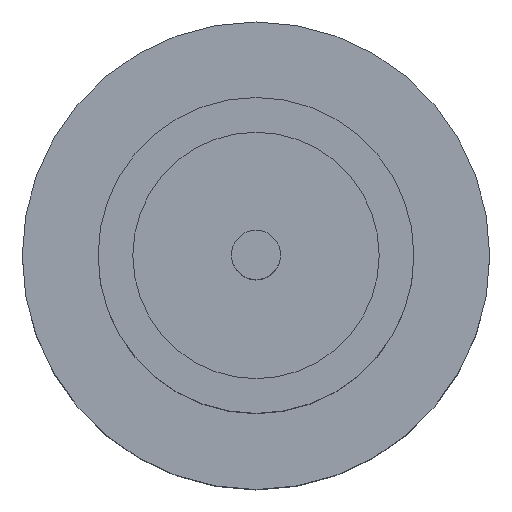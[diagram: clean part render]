
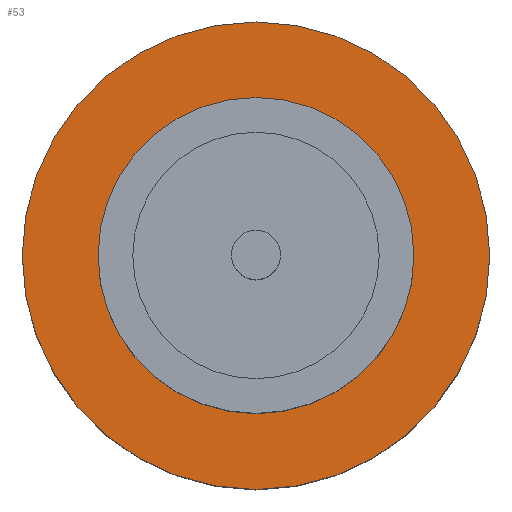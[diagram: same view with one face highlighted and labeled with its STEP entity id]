
A CAD part, top view. The second image highlights one B-rep face of the part: STEP entity #53.
In plain terms, the highlighted planar face has unit normal (0, 0, 1).
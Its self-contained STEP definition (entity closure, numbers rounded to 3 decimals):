
#15 = CARTESIAN_POINT ( 'NONE',  ( 0., 0., 1.55 ) ) ;
#32 = ORIENTED_EDGE ( 'NONE', *, *, #247, .T. ) ;
#48 = AXIS2_PLACEMENT_3D ( 'NONE', #15, #482, #255 ) ;
#49 = EDGE_CURVE ( 'NONE', #378, #560, #681, .T. ) ;
#53 = ADVANCED_FACE ( 'NONE', ( #543, #511 ), #427, .T. ) ;
#59 = VERTEX_POINT ( 'NONE', #424 ) ;
#89 = DIRECTION ( 'NONE',  ( 0., 0., 1. ) ) ;
#140 = AXIS2_PLACEMENT_3D ( 'NONE', #264, #509, #623 ) ;
#150 = CARTESIAN_POINT ( 'NONE',  ( 0., 0., 1.55 ) ) ;
#153 = EDGE_CURVE ( 'NONE', #59, #644, #664, .T. ) ;
#159 = EDGE_CURVE ( 'NONE', #560, #378, #534, .T. ) ;
#181 = ORIENTED_EDGE ( 'NONE', *, *, #49, .F. ) ;
#203 = DIRECTION ( 'NONE',  ( 0., 0., 1. ) ) ;
#206 = DIRECTION ( 'NONE',  ( 0., 0., 1. ) ) ;
#226 = CARTESIAN_POINT ( 'NONE',  ( -1.25, 0., 1.55 ) ) ;
#247 = EDGE_CURVE ( 'NONE', #644, #59, #372, .T. ) ;
#255 = DIRECTION ( 'NONE',  ( 1., 0., 0. ) ) ;
#264 = CARTESIAN_POINT ( 'NONE',  ( 0., 0., 1.55 ) ) ;
#307 = EDGE_LOOP ( 'NONE', ( #312, #181 ) ) ;
#312 = ORIENTED_EDGE ( 'NONE', *, *, #159, .F. ) ;
#319 = CARTESIAN_POINT ( 'NONE',  ( 0., 0., 1.55 ) ) ;
#330 = CARTESIAN_POINT ( 'NONE',  ( 0., 0., 1.55 ) ) ;
#348 = AXIS2_PLACEMENT_3D ( 'NONE', #319, #203, #612 ) ;
#372 = CIRCLE ( 'NONE', #416, 1.85 ) ;
#378 = VERTEX_POINT ( 'NONE', #226 ) ;
#409 = CARTESIAN_POINT ( 'NONE',  ( 1.25, 0., 1.55 ) ) ;
#416 = AXIS2_PLACEMENT_3D ( 'NONE', #330, #206, #575 ) ;
#424 = CARTESIAN_POINT ( 'NONE',  ( -1.85, 0., 1.55 ) ) ;
#427 = PLANE ( 'NONE',  #48 ) ;
#482 = DIRECTION ( 'NONE',  ( 0., 0., 1. ) ) ;
#508 = EDGE_LOOP ( 'NONE', ( #752, #32 ) ) ;
#509 = DIRECTION ( 'NONE',  ( 0., 0., 1. ) ) ;
#511 = FACE_OUTER_BOUND ( 'NONE', #508, .T. ) ;
#534 = CIRCLE ( 'NONE', #140, 1.25 ) ;
#543 = FACE_BOUND ( 'NONE', #307, .T. ) ;
#560 = VERTEX_POINT ( 'NONE', #409 ) ;
#574 = AXIS2_PLACEMENT_3D ( 'NONE', #150, #89, #630 ) ;
#575 = DIRECTION ( 'NONE',  ( 1., 0., 0. ) ) ;
#612 = DIRECTION ( 'NONE',  ( 1., 0., 0. ) ) ;
#623 = DIRECTION ( 'NONE',  ( 1., 0., 0. ) ) ;
#630 = DIRECTION ( 'NONE',  ( 1., 0., 0. ) ) ;
#644 = VERTEX_POINT ( 'NONE', #706 ) ;
#664 = CIRCLE ( 'NONE', #574, 1.85 ) ;
#681 = CIRCLE ( 'NONE', #348, 1.25 ) ;
#706 = CARTESIAN_POINT ( 'NONE',  ( 1.85, 0., 1.55 ) ) ;
#752 = ORIENTED_EDGE ( 'NONE', *, *, #153, .T. ) ;
